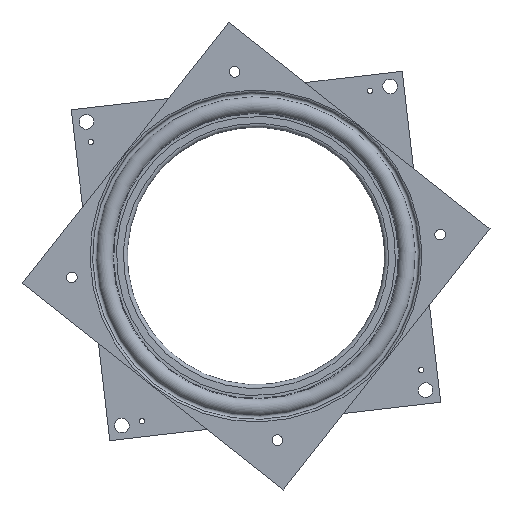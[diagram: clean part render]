
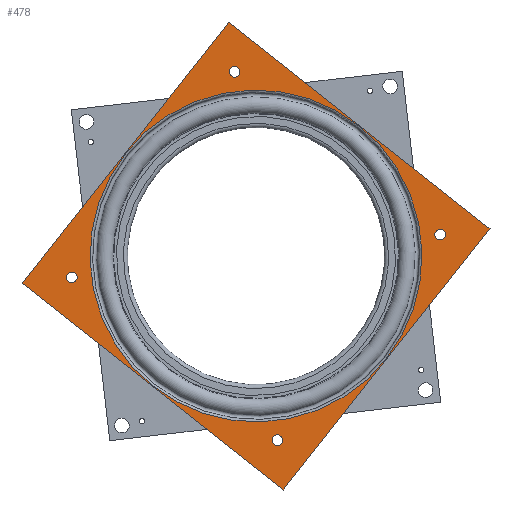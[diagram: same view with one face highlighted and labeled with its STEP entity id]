
A CAD part, front view. The second image highlights one B-rep face of the part: STEP entity #478.
In plain terms, the highlighted planar face has unit normal (0, -1, 0).
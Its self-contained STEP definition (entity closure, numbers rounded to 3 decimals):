
#84=CARTESIAN_POINT('',(-65.577,-6.511,79.127));
#85=VERTEX_POINT('',#84);
#86=CARTESIAN_POINT('',(-67.098,-6.511,77.206));
#87=DIRECTION('',(0.,1.0,0.));
#88=DIRECTION('',(-0.621,0.,-0.784));
#89=AXIS2_PLACEMENT_3D('',#86,#87,#88);
#90=CIRCLE('',#89,2.45);
#91=EDGE_CURVE('',#85,#85,#90,.T.);
#112=CARTESIAN_POINT('',(29.454,-6.511,3.904));
#113=VERTEX_POINT('',#112);
#114=CARTESIAN_POINT('',(27.933,-6.511,1.983));
#115=DIRECTION('',(0.,1.0,0.));
#116=DIRECTION('',(-0.621,0.,-0.784));
#117=AXIS2_PLACEMENT_3D('',#114,#115,#116);
#118=CIRCLE('',#117,2.45);
#119=EDGE_CURVE('',#113,#113,#118,.T.);
#140=CARTESIAN_POINT('',(-45.77,-6.511,-91.127));
#141=VERTEX_POINT('',#140);
#142=CARTESIAN_POINT('',(-47.291,-6.511,-93.048));
#143=DIRECTION('',(0.,1.0,0.));
#144=DIRECTION('',(-0.621,0.,-0.784));
#145=AXIS2_PLACEMENT_3D('',#142,#143,#144);
#146=CIRCLE('',#145,2.45);
#147=EDGE_CURVE('',#141,#141,#146,.T.);
#168=CARTESIAN_POINT('',(-140.801,-6.511,-15.903));
#169=VERTEX_POINT('',#168);
#170=CARTESIAN_POINT('',(-142.321,-6.511,-17.824));
#171=DIRECTION('',(0.,1.0,0.));
#172=DIRECTION('',(-0.621,0.,-0.784));
#173=AXIS2_PLACEMENT_3D('',#170,#171,#172);
#174=CIRCLE('',#173,2.45);
#175=EDGE_CURVE('',#169,#169,#174,.T.);
#195=CARTESIAN_POINT('',(-69.778,-6.511,100.244));
#196=VERTEX_POINT('',#195);
#203=CARTESIAN_POINT('',(50.971,-6.511,4.663));
#204=VERTEX_POINT('',#203);
#205=CARTESIAN_POINT('',(50.971,-6.511,4.663));
#206=DIRECTION('',(-0.784,0.,0.621));
#207=VECTOR('',#206,154.0);
#208=LINE('',#205,#207);
#209=EDGE_CURVE('',#204,#196,#208,.T.);
#234=CARTESIAN_POINT('',(-44.61,-6.511,-116.086));
#235=VERTEX_POINT('',#234);
#236=CARTESIAN_POINT('',(-44.61,-6.511,-116.086));
#237=DIRECTION('',(0.621,0.,0.784));
#238=VECTOR('',#237,154.0);
#239=LINE('',#236,#238);
#240=EDGE_CURVE('',#235,#204,#239,.T.);
#265=CARTESIAN_POINT('',(-165.359,-6.511,-20.504));
#266=VERTEX_POINT('',#265);
#267=CARTESIAN_POINT('',(-165.359,-6.511,-20.504));
#268=DIRECTION('',(0.784,0.,-0.621));
#269=VECTOR('',#268,154.0);
#270=LINE('',#267,#269);
#271=EDGE_CURVE('',#266,#235,#270,.T.);
#294=CARTESIAN_POINT('',(-69.778,-6.511,100.244));
#295=DIRECTION('',(-0.621,0.,-0.784));
#296=VECTOR('',#295,154.);
#297=LINE('',#294,#296);
#298=EDGE_CURVE('',#196,#266,#297,.T.);
#437=CARTESIAN_POINT('',(-9.587,-6.511,52.221));
#438=VERTEX_POINT('',#437);
#439=CARTESIAN_POINT('',(-57.194,-6.511,-7.921));
#440=DIRECTION('',(0.,1.0,0.));
#441=DIRECTION('',(0.621,0.,0.784));
#442=AXIS2_PLACEMENT_3D('',#439,#440,#441);
#443=CIRCLE('',#442,76.703);
#444=EDGE_CURVE('',#438,#438,#443,.T.);
#452=CARTESIAN_POINT('',(0.745,-6.511,65.275));
#453=DIRECTION('',(0.0,-1.0,0.0));
#454=DIRECTION('',(0.784,0.0,-0.621));
#455=AXIS2_PLACEMENT_3D('',#452,#453,#454);
#456=PLANE('',#455);
#457=ORIENTED_EDGE('',*,*,#271,.T.);
#458=ORIENTED_EDGE('',*,*,#240,.T.);
#459=ORIENTED_EDGE('',*,*,#209,.T.);
#460=ORIENTED_EDGE('',*,*,#298,.T.);
#461=EDGE_LOOP('',(#457,#458,#459,#460));
#462=FACE_OUTER_BOUND('',#461,.T.);
#463=ORIENTED_EDGE('',*,*,#91,.T.);
#464=EDGE_LOOP('',(#463));
#465=FACE_BOUND('',#464,.T.);
#466=ORIENTED_EDGE('',*,*,#119,.T.);
#467=EDGE_LOOP('',(#466));
#468=FACE_BOUND('',#467,.T.);
#469=ORIENTED_EDGE('',*,*,#147,.T.);
#470=EDGE_LOOP('',(#469));
#471=FACE_BOUND('',#470,.T.);
#472=ORIENTED_EDGE('',*,*,#175,.T.);
#473=EDGE_LOOP('',(#472));
#474=FACE_BOUND('',#473,.T.);
#475=ORIENTED_EDGE('',*,*,#444,.T.);
#476=EDGE_LOOP('',(#475));
#477=FACE_BOUND('',#476,.T.);
#478=ADVANCED_FACE('',(#462,#465,#468,#471,#474,#477),#456,.T.);
